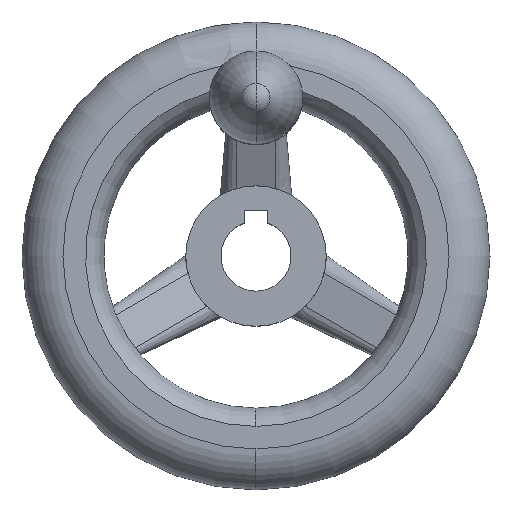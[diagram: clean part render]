
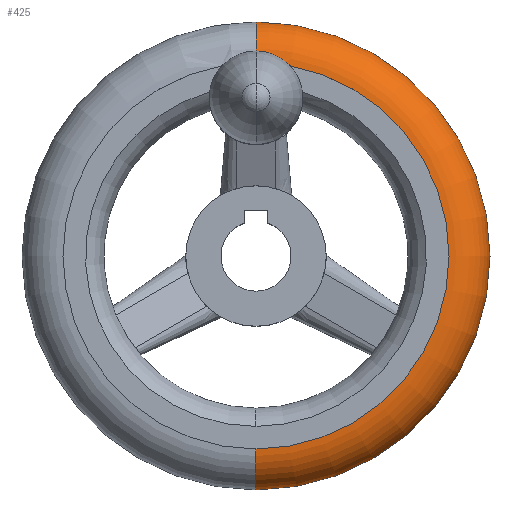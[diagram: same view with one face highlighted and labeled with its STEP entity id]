
A CAD part, top view. The second image highlights one B-rep face of the part: STEP entity #425.
In plain terms, the highlighted toroidal (fillet/blend) face has major radius 33 mm and minor radius 7 mm.
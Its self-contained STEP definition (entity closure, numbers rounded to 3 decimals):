
#273=VERTEX_POINT('',#787);
#305=VERTEX_POINT('',#823);
#323=EDGE_CURVE('',#751,#713,#844,.T.);
#331=EDGE_CURVE('',#273,#305,#852,.T.);
#391=EDGE_CURVE('',#713,#273,#920,.T.);
#393=EDGE_CURVE('',#729,#751,#922,.T.);
#407=EDGE_CURVE('',#305,#729,#937,.T.);
#425=ADVANCED_FACE('',(#957),#958,.T.);
#713=VERTEX_POINT('',#1277);
#729=VERTEX_POINT('',#1293);
#751=VERTEX_POINT('',#1317);
#787=CARTESIAN_POINT('',(0.,-40.0,22.0));
#823=CARTESIAN_POINT('',(0.,40.0,22.0));
#844=CIRCLE('',#1487,33.0);
#852=CIRCLE('',#1512,40.0);
#920=CIRCLE('',#1687,7.0);
#922=CIRCLE('',#1690,33.0);
#937=CIRCLE('',#1707,7.0);
#957=FACE_OUTER_BOUND('',#1738,.T.);
#958=TOROIDAL_SURFACE('',#1739,33.0,7.0);
#1277=CARTESIAN_POINT('',(0.,-33.0,29.0));
#1293=CARTESIAN_POINT('',(0.,33.0,29.0));
#1317=CARTESIAN_POINT('',(5.827,32.481,29.));
#1487=AXIS2_PLACEMENT_3D('',#2557,#2558,#2559);
#1512=AXIS2_PLACEMENT_3D('',#2566,#2567,#2568);
#1687=AXIS2_PLACEMENT_3D('',#2649,#2650,#2651);
#1690=AXIS2_PLACEMENT_3D('',#2652,#2653,#2654);
#1707=AXIS2_PLACEMENT_3D('',#2666,#2667,#2668);
#1738=EDGE_LOOP('',(#2689,#2690,#2691,#2692,#2693));
#1739=AXIS2_PLACEMENT_3D('',#2694,#2695,#2696);
#2557=CARTESIAN_POINT('',(0.,0.,29.0));
#2558=DIRECTION('',(0.,0.,-1.0));
#2559=DIRECTION('',(0.,1.0,0.));
#2566=CARTESIAN_POINT('',(0.,0.,22.0));
#2567=DIRECTION('',(0.,0.,1.0));
#2568=DIRECTION('',(1.0,0.0,0.));
#2649=CARTESIAN_POINT('',(0.,-33.0,22.0));
#2650=DIRECTION('',(1.0,0.,0.));
#2651=DIRECTION('',(0.,-1.0,0.));
#2652=CARTESIAN_POINT('',(0.,0.,29.0));
#2653=DIRECTION('',(0.,0.,-1.0));
#2654=DIRECTION('',(0.,1.0,0.));
#2666=CARTESIAN_POINT('',(0.,33.0,22.0));
#2667=DIRECTION('',(1.0,0.,0.));
#2668=DIRECTION('',(0.,1.0,0.));
#2689=ORIENTED_EDGE('',*,*,#331,.T.);
#2690=ORIENTED_EDGE('',*,*,#407,.T.);
#2691=ORIENTED_EDGE('',*,*,#393,.T.);
#2692=ORIENTED_EDGE('',*,*,#323,.T.);
#2693=ORIENTED_EDGE('',*,*,#391,.T.);
#2694=CARTESIAN_POINT('',(0.,0.,22.0));
#2695=DIRECTION('',(0.,0.,1.0));
#2696=DIRECTION('',(0.,1.0,0.0));
